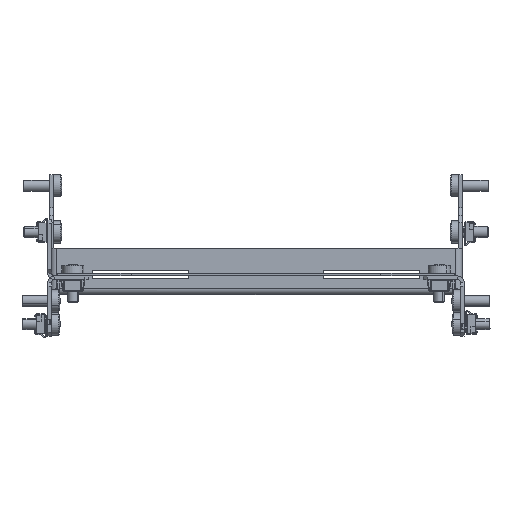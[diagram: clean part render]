
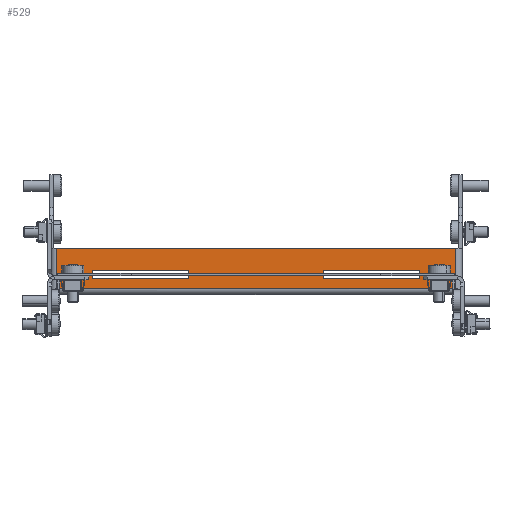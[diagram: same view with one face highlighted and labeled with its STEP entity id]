
A CAD part, front view. The second image highlights one B-rep face of the part: STEP entity #529.
In plain terms, the highlighted face is planar.
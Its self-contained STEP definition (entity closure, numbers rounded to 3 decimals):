
#47 = VECTOR ( 'NONE', #3089, 1000. ) ;
#294 = EDGE_CURVE ( 'NONE', #11970, #8100, #1695, .T. ) ;
#299 = FACE_OUTER_BOUND ( 'NONE', #10504, .T. ) ;
#314 = VECTOR ( 'NONE', #375, 1000. ) ;
#348 = DIRECTION ( 'NONE',  ( 0., 0., 1. ) ) ;
#375 = DIRECTION ( 'NONE',  ( 0., -1., 0. ) ) ;
#529 = ADVANCED_FACE ( 'NONE', ( #10159, #13117, #299 ), #6143, .F. ) ;
#631 = VECTOR ( 'NONE', #11010, 1000. ) ;
#789 = CARTESIAN_POINT ( 'NONE',  ( 35., 52., -23. ) ) ;
#859 = VECTOR ( 'NONE', #7688, 1000. ) ;
#884 = VERTEX_POINT ( 'NONE', #7992 ) ;
#931 = CARTESIAN_POINT ( 'NONE',  ( 35., 0., 0. ) ) ;
#1078 = CARTESIAN_POINT ( 'NONE',  ( 35., 61.5, -219.5 ) ) ;
#1528 = VERTEX_POINT ( 'NONE', #11136 ) ;
#1579 = EDGE_CURVE ( 'NONE', #8033, #1528, #12882, .T. ) ;
#1588 = VECTOR ( 'NONE', #12490, 1000. ) ;
#1628 = VECTOR ( 'NONE', #348, 1000. ) ;
#1695 = LINE ( 'NONE', #11827, #314 ) ;
#1900 = ORIENTED_EDGE ( 'NONE', *, *, #2104, .T. ) ;
#2013 = VECTOR ( 'NONE', #13069, 1000. ) ;
#2104 = EDGE_CURVE ( 'NONE', #6126, #11369, #12259, .T. ) ;
#2454 = AXIS2_PLACEMENT_3D ( 'NONE', #931, #13592, #9732 ) ;
#2647 = CARTESIAN_POINT ( 'NONE',  ( 35., 65., -3.5 ) ) ;
#2765 = CARTESIAN_POINT ( 'NONE',  ( 35., 52., -148. ) ) ;
#3049 = ORIENTED_EDGE ( 'NONE', *, *, #8073, .T. ) ;
#3089 = DIRECTION ( 'NONE',  ( 0., 1., 0. ) ) ;
#3134 = DIRECTION ( 'NONE',  ( 0., 0., -1. ) ) ;
#3341 = VERTEX_POINT ( 'NONE', #5997 ) ;
#3419 = DIRECTION ( 'NONE',  ( 0., -1., 0. ) ) ;
#3477 = CARTESIAN_POINT ( 'NONE',  ( 35., 56., -148. ) ) ;
#3663 = ORIENTED_EDGE ( 'NONE', *, *, #6214, .F. ) ;
#3747 = ORIENTED_EDGE ( 'NONE', *, *, #8421, .F. ) ;
#3790 = ORIENTED_EDGE ( 'NONE', *, *, #294, .F. ) ;
#4300 = VERTEX_POINT ( 'NONE', #4626 ) ;
#4626 = CARTESIAN_POINT ( 'NONE',  ( 35., 39.746, -3.5 ) ) ;
#4713 = VERTEX_POINT ( 'NONE', #7965 ) ;
#4734 = DIRECTION ( 'NONE',  ( 0., 1., 0. ) ) ;
#5166 = LINE ( 'NONE', #5674, #2013 ) ;
#5269 = EDGE_LOOP ( 'NONE', ( #7525, #3747, #15880, #3790 ) ) ;
#5531 = ORIENTED_EDGE ( 'NONE', *, *, #8925, .F. ) ;
#5674 = CARTESIAN_POINT ( 'NONE',  ( 35., 56., -23. ) ) ;
#5681 = ORIENTED_EDGE ( 'NONE', *, *, #12862, .F. ) ;
#5947 = CARTESIAN_POINT ( 'NONE',  ( 35., 56., -200. ) ) ;
#5997 = CARTESIAN_POINT ( 'NONE',  ( 35., 52., -75. ) ) ;
#6126 = VERTEX_POINT ( 'NONE', #1078 ) ;
#6143 = PLANE ( 'NONE',  #2454 ) ;
#6214 = EDGE_CURVE ( 'NONE', #4300, #11369, #10895, .T. ) ;
#6903 = EDGE_CURVE ( 'NONE', #8100, #3341, #11059, .T. ) ;
#7044 = ORIENTED_EDGE ( 'NONE', *, *, #1579, .F. ) ;
#7334 = CARTESIAN_POINT ( 'NONE',  ( 35., 61.5, -219.5 ) ) ;
#7463 = CARTESIAN_POINT ( 'NONE',  ( 35., 56., -23. ) ) ;
#7525 = ORIENTED_EDGE ( 'NONE', *, *, #14519, .F. ) ;
#7688 = DIRECTION ( 'NONE',  ( 0., 1., 0. ) ) ;
#7965 = CARTESIAN_POINT ( 'NONE',  ( 35., 56., -148. ) ) ;
#7992 = CARTESIAN_POINT ( 'NONE',  ( 35., 39.746, -219.5 ) ) ;
#8033 = VERTEX_POINT ( 'NONE', #12007 ) ;
#8073 = EDGE_CURVE ( 'NONE', #884, #6126, #14976, .T. ) ;
#8100 = VERTEX_POINT ( 'NONE', #9795 ) ;
#8421 = EDGE_CURVE ( 'NONE', #3341, #12341, #9898, .T. ) ;
#8701 = CARTESIAN_POINT ( 'NONE',  ( 35., 61.5, -3.5 ) ) ;
#8719 = EDGE_CURVE ( 'NONE', #4300, #884, #12266, .T. ) ;
#8925 = EDGE_CURVE ( 'NONE', #1528, #4713, #14227, .T. ) ;
#9088 = CARTESIAN_POINT ( 'NONE',  ( 35., 56., -200. ) ) ;
#9442 = LINE ( 'NONE', #3477, #13985 ) ;
#9732 = DIRECTION ( 'NONE',  ( 0., 0., 1. ) ) ;
#9795 = CARTESIAN_POINT ( 'NONE',  ( 35., 52., -23. ) ) ;
#9898 = LINE ( 'NONE', #11813, #47 ) ;
#9989 = CARTESIAN_POINT ( 'NONE',  ( 35., 39.746, 0. ) ) ;
#10159 = FACE_BOUND ( 'NONE', #5269, .T. ) ;
#10504 = EDGE_LOOP ( 'NONE', ( #1900, #3663, #14879, #3049 ) ) ;
#10890 = VECTOR ( 'NONE', #15113, 1000. ) ;
#10895 = LINE ( 'NONE', #2647, #859 ) ;
#10914 = CARTESIAN_POINT ( 'NONE',  ( 35., 52., -200. ) ) ;
#11010 = DIRECTION ( 'NONE',  ( 0., 0., 1. ) ) ;
#11059 = LINE ( 'NONE', #789, #11842 ) ;
#11136 = CARTESIAN_POINT ( 'NONE',  ( 35., 56., -200. ) ) ;
#11254 = CARTESIAN_POINT ( 'NONE',  ( 35., 56., -75. ) ) ;
#11369 = VERTEX_POINT ( 'NONE', #8701 ) ;
#11648 = VERTEX_POINT ( 'NONE', #2765 ) ;
#11813 = CARTESIAN_POINT ( 'NONE',  ( 35., 56., -75. ) ) ;
#11827 = CARTESIAN_POINT ( 'NONE',  ( 35., 56., -23. ) ) ;
#11842 = VECTOR ( 'NONE', #3134, 1000. ) ;
#11970 = VERTEX_POINT ( 'NONE', #7463 ) ;
#12007 = CARTESIAN_POINT ( 'NONE',  ( 35., 52., -200. ) ) ;
#12259 = LINE ( 'NONE', #7334, #631 ) ;
#12266 = LINE ( 'NONE', #9989, #10890 ) ;
#12341 = VERTEX_POINT ( 'NONE', #11254 ) ;
#12394 = DIRECTION ( 'NONE',  ( 0., 0., -1. ) ) ;
#12490 = DIRECTION ( 'NONE',  ( 0., 1., 0. ) ) ;
#12712 = ORIENTED_EDGE ( 'NONE', *, *, #15807, .F. ) ;
#12862 = EDGE_CURVE ( 'NONE', #11648, #8033, #14654, .T. ) ;
#12882 = LINE ( 'NONE', #5947, #14638 ) ;
#13069 = DIRECTION ( 'NONE',  ( 0., 0., 1. ) ) ;
#13117 = FACE_BOUND ( 'NONE', #15448, .T. ) ;
#13592 = DIRECTION ( 'NONE',  ( -1., 0., 0. ) ) ;
#13985 = VECTOR ( 'NONE', #3419, 1000. ) ;
#14079 = VECTOR ( 'NONE', #12394, 1000. ) ;
#14227 = LINE ( 'NONE', #9088, #1628 ) ;
#14519 = EDGE_CURVE ( 'NONE', #12341, #11970, #5166, .T. ) ;
#14638 = VECTOR ( 'NONE', #4734, 1000. ) ;
#14654 = LINE ( 'NONE', #10914, #14079 ) ;
#14757 = CARTESIAN_POINT ( 'NONE',  ( 35., 65., -219.5 ) ) ;
#14879 = ORIENTED_EDGE ( 'NONE', *, *, #8719, .T. ) ;
#14976 = LINE ( 'NONE', #14757, #1588 ) ;
#15113 = DIRECTION ( 'NONE',  ( 0., 0., -1. ) ) ;
#15448 = EDGE_LOOP ( 'NONE', ( #5531, #7044, #5681, #12712 ) ) ;
#15807 = EDGE_CURVE ( 'NONE', #4713, #11648, #9442, .T. ) ;
#15880 = ORIENTED_EDGE ( 'NONE', *, *, #6903, .F. ) ;
